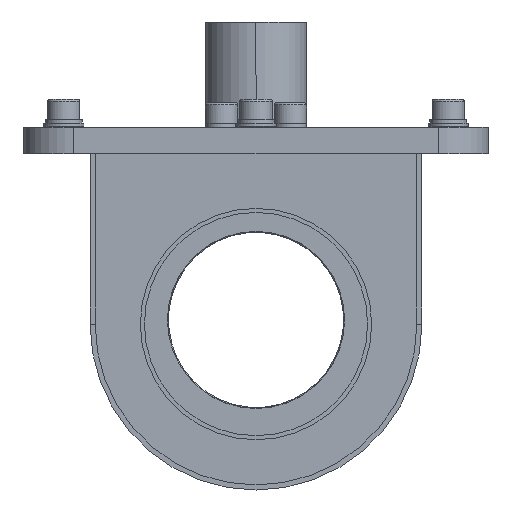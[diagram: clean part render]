
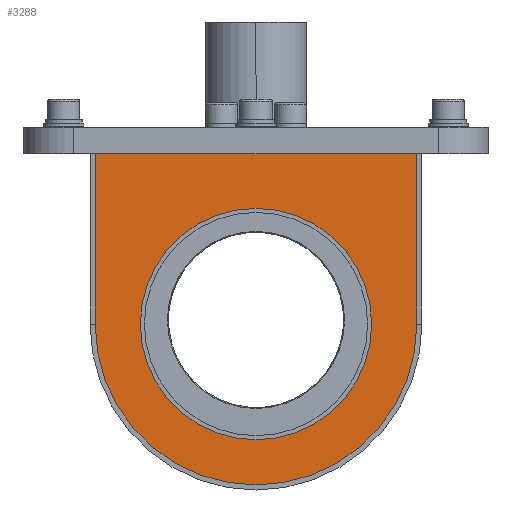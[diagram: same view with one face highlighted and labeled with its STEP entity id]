
A CAD part, front view. The second image highlights one B-rep face of the part: STEP entity #3288.
In plain terms, the highlighted planar face has unit normal (0, -1, 0).
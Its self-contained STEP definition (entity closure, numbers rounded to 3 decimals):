
#123 = EDGE_LOOP ( 'NONE', ( #14099, #4077 ) ) ;
#322 = DIRECTION ( 'NONE',  ( -1., 0., 0. ) ) ;
#532 = ORIENTED_EDGE ( 'NONE', *, *, #5266, .T. ) ;
#794 = CARTESIAN_POINT ( 'NONE',  ( -66.353, -123.162, -0.694 ) ) ;
#983 = CIRCLE ( 'NONE', #11980, 57.15 ) ;
#1099 = CARTESIAN_POINT ( 'NONE',  ( -66.353, -123.162, -0.694 ) ) ;
#1444 = CIRCLE ( 'NONE', #13748, 79.5 ) ;
#1597 = CARTESIAN_POINT ( 'NONE',  ( -145.853, -123.162, 83.556 ) ) ;
#2004 = FACE_OUTER_BOUND ( 'NONE', #10134, .T. ) ;
#2055 = DIRECTION ( 'NONE',  ( 0., 0., -1. ) ) ;
#2386 = CARTESIAN_POINT ( 'NONE',  ( -66.353, -123.162, -0.694 ) ) ;
#2679 = DIRECTION ( 'NONE',  ( 0., 0., 1. ) ) ;
#3001 = VECTOR ( 'NONE', #2055, 1000. ) ;
#3288 = ADVANCED_FACE ( 'NONE', ( #2004, #6875 ), #11773, .F. ) ;
#3585 = DIRECTION ( 'NONE',  ( 0., 1., 0. ) ) ;
#4077 = ORIENTED_EDGE ( 'NONE', *, *, #15205, .F. ) ;
#4323 = LINE ( 'NONE', #1597, #11870 ) ;
#4864 = DIRECTION ( 'NONE',  ( 0., 0., 1. ) ) ;
#5097 = DIRECTION ( 'NONE',  ( 0., -1., 0. ) ) ;
#5219 = CARTESIAN_POINT ( 'NONE',  ( -66.353, -123.162, 56.456 ) ) ;
#5266 = EDGE_CURVE ( 'NONE', #12032, #15642, #15874, .T. ) ;
#6120 = CARTESIAN_POINT ( 'NONE',  ( -66.353, -123.162, -0.694 ) ) ;
#6180 = CARTESIAN_POINT ( 'NONE',  ( -66.353, -123.162, -57.844 ) ) ;
#6566 = AXIS2_PLACEMENT_3D ( 'NONE', #2386, #5097, #12559 ) ;
#6615 = ORIENTED_EDGE ( 'NONE', *, *, #6841, .T. ) ;
#6664 = EDGE_CURVE ( 'NONE', #8914, #12032, #1444, .T. ) ;
#6841 = EDGE_CURVE ( 'NONE', #8263, #8914, #7986, .T. ) ;
#6858 = ORIENTED_EDGE ( 'NONE', *, *, #8935, .T. ) ;
#6875 = FACE_BOUND ( 'NONE', #123, .T. ) ;
#7140 = CARTESIAN_POINT ( 'NONE',  ( -145.853, -123.162, -0.694 ) ) ;
#7509 = DIRECTION ( 'NONE',  ( 0., -1., 0. ) ) ;
#7745 = EDGE_CURVE ( 'NONE', #8298, #11319, #983, .T. ) ;
#7986 = LINE ( 'NONE', #8225, #3001 ) ;
#8053 = AXIS2_PLACEMENT_3D ( 'NONE', #794, #3585, #4864 ) ;
#8225 = CARTESIAN_POINT ( 'NONE',  ( -145.853, -123.162, -0.694 ) ) ;
#8263 = VERTEX_POINT ( 'NONE', #15124 ) ;
#8298 = VERTEX_POINT ( 'NONE', #5219 ) ;
#8914 = VERTEX_POINT ( 'NONE', #7140 ) ;
#8935 = EDGE_CURVE ( 'NONE', #15642, #8263, #4323, .T. ) ;
#9399 = CIRCLE ( 'NONE', #6566, 57.15 ) ;
#9670 = DIRECTION ( 'NONE',  ( 0., 0., 1. ) ) ;
#10134 = EDGE_LOOP ( 'NONE', ( #14015, #532, #6858, #6615 ) ) ;
#10945 = CARTESIAN_POINT ( 'NONE',  ( 13.147, -123.162, 83.556 ) ) ;
#11319 = VERTEX_POINT ( 'NONE', #6180 ) ;
#11401 = VECTOR ( 'NONE', #9670, 1000. ) ;
#11773 = PLANE ( 'NONE',  #8053 ) ;
#11870 = VECTOR ( 'NONE', #322, 1000. ) ;
#11980 = AXIS2_PLACEMENT_3D ( 'NONE', #6120, #7509, #2679 ) ;
#12000 = CARTESIAN_POINT ( 'NONE',  ( 13.147, -123.162, 83.556 ) ) ;
#12032 = VERTEX_POINT ( 'NONE', #15582 ) ;
#12559 = DIRECTION ( 'NONE',  ( 0., 0., 1. ) ) ;
#13748 = AXIS2_PLACEMENT_3D ( 'NONE', #1099, #15796, #14601 ) ;
#14015 = ORIENTED_EDGE ( 'NONE', *, *, #6664, .T. ) ;
#14099 = ORIENTED_EDGE ( 'NONE', *, *, #7745, .F. ) ;
#14601 = DIRECTION ( 'NONE',  ( 0., 0., 1. ) ) ;
#15124 = CARTESIAN_POINT ( 'NONE',  ( -145.853, -123.162, 83.556 ) ) ;
#15205 = EDGE_CURVE ( 'NONE', #11319, #8298, #9399, .T. ) ;
#15582 = CARTESIAN_POINT ( 'NONE',  ( 13.147, -123.162, -0.694 ) ) ;
#15642 = VERTEX_POINT ( 'NONE', #10945 ) ;
#15796 = DIRECTION ( 'NONE',  ( 0., -1., 0. ) ) ;
#15874 = LINE ( 'NONE', #12000, #11401 ) ;
